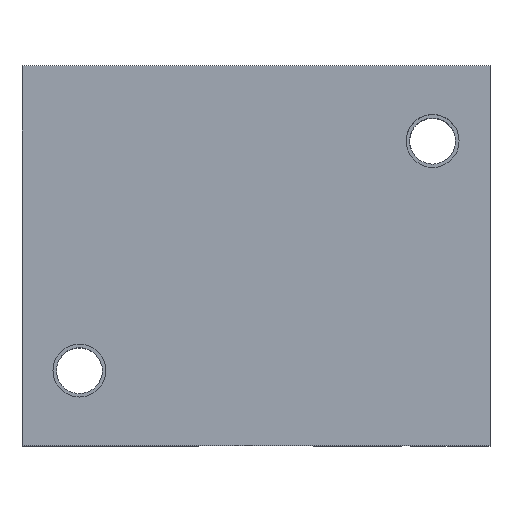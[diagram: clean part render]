
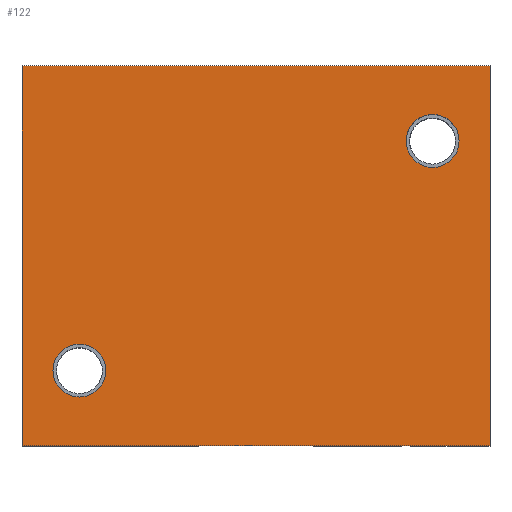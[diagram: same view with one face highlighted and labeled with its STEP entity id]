
A CAD part, top view. The second image highlights one B-rep face of the part: STEP entity #122.
In plain terms, the highlighted planar face has unit normal (0, 0, 1).
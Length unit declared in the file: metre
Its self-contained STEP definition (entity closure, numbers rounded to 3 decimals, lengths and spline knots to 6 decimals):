
#122 = ADVANCED_FACE( '', ( #266, #267, #268 ), #269, .F. );
#266 = FACE_BOUND( '', #427, .T. );
#267 = FACE_OUTER_BOUND( '', #428, .T. );
#268 = FACE_BOUND( '', #429, .T. );
#269 = PLANE( '', #430 );
#427 = EDGE_LOOP( '', ( #736 ) );
#428 = EDGE_LOOP( '', ( #737, #738, #739, #740 ) );
#429 = EDGE_LOOP( '', ( #741 ) );
#430 = AXIS2_PLACEMENT_3D( '', #742, #743, #744 );
#736 = ORIENTED_EDGE( '', *, *, #1001, .T. );
#737 = ORIENTED_EDGE( '', *, *, #1002, .T. );
#738 = ORIENTED_EDGE( '', *, *, #985, .F. );
#739 = ORIENTED_EDGE( '', *, *, #964, .F. );
#740 = ORIENTED_EDGE( '', *, *, #1003, .T. );
#741 = ORIENTED_EDGE( '', *, *, #1004, .T. );
#742 = CARTESIAN_POINT( '', ( -0.0265, 0.043, 0.022 ) );
#743 = DIRECTION( '', ( 0., 0., -1. ) );
#744 = DIRECTION( '', ( -1., 0., 0. ) );
#964 = EDGE_CURVE( '', #1173, #1175, #1176, .T. );
#985 = EDGE_CURVE( '', #1175, #1205, #1206, .T. );
#1001 = EDGE_CURVE( '', #1224, #1224, #1225, .T. );
#1002 = EDGE_CURVE( '', #1226, #1205, #1227, .T. );
#1003 = EDGE_CURVE( '', #1173, #1226, #1228, .T. );
#1004 = EDGE_CURVE( '', #1229, #1229, #1230, .T. );
#1173 = VERTEX_POINT( '', #1556 );
#1175 = VERTEX_POINT( '', #1559 );
#1176 = LINE( '', #1560, #1561 );
#1205 = VERTEX_POINT( '', #1599 );
#1206 = LINE( '', #1600, #1601 );
#1224 = VERTEX_POINT( '', #1627 );
#1225 = CIRCLE( '', #1628, 0.003 );
#1226 = VERTEX_POINT( '', #1629 );
#1227 = LINE( '', #1630, #1631 );
#1228 = LINE( '', #1632, #1633 );
#1229 = VERTEX_POINT( '', #1634 );
#1230 = CIRCLE( '', #1635, 0.003 );
#1556 = CARTESIAN_POINT( '', ( -0.0265, 0.043, 0.022 ) );
#1559 = CARTESIAN_POINT( '', ( 0.0265, 0.043, 0.022 ) );
#1560 = CARTESIAN_POINT( '', ( -0.0265, 0.043, 0.022 ) );
#1561 = VECTOR( '', #1761, 1. );
#1599 = CARTESIAN_POINT( '', ( 0.0265, 0., 0.022 ) );
#1600 = CARTESIAN_POINT( '', ( 0.0265, 0.043, 0.022 ) );
#1601 = VECTOR( '', #1792, 1. );
#1627 = CARTESIAN_POINT( '', ( 0.02, 0.0375, 0.022 ) );
#1628 = AXIS2_PLACEMENT_3D( '', #1804, #1805, #1806 );
#1629 = CARTESIAN_POINT( '', ( -0.0265, 0., 0.022 ) );
#1630 = CARTESIAN_POINT( '', ( -0.0265, 0., 0.022 ) );
#1631 = VECTOR( '', #1807, 1. );
#1632 = CARTESIAN_POINT( '', ( -0.0265, 0.043, 0.022 ) );
#1633 = VECTOR( '', #1808, 1. );
#1634 = CARTESIAN_POINT( '', ( -0.02, 0.0115, 0.022 ) );
#1635 = AXIS2_PLACEMENT_3D( '', #1809, #1810, #1811 );
#1761 = DIRECTION( '', ( 1., 0., 0. ) );
#1792 = DIRECTION( '', ( 0., -1., 0. ) );
#1804 = CARTESIAN_POINT( '', ( 0.02, 0.0345, 0.022 ) );
#1805 = DIRECTION( '', ( 0., 0., -1. ) );
#1806 = DIRECTION( '', ( 0., 1., 0. ) );
#1807 = DIRECTION( '', ( 1., 0., 0. ) );
#1808 = DIRECTION( '', ( 0., -1., 0. ) );
#1809 = CARTESIAN_POINT( '', ( -0.02, 0.0085, 0.022 ) );
#1810 = DIRECTION( '', ( 0., 0., -1. ) );
#1811 = DIRECTION( '', ( 0., 1., 0. ) );
